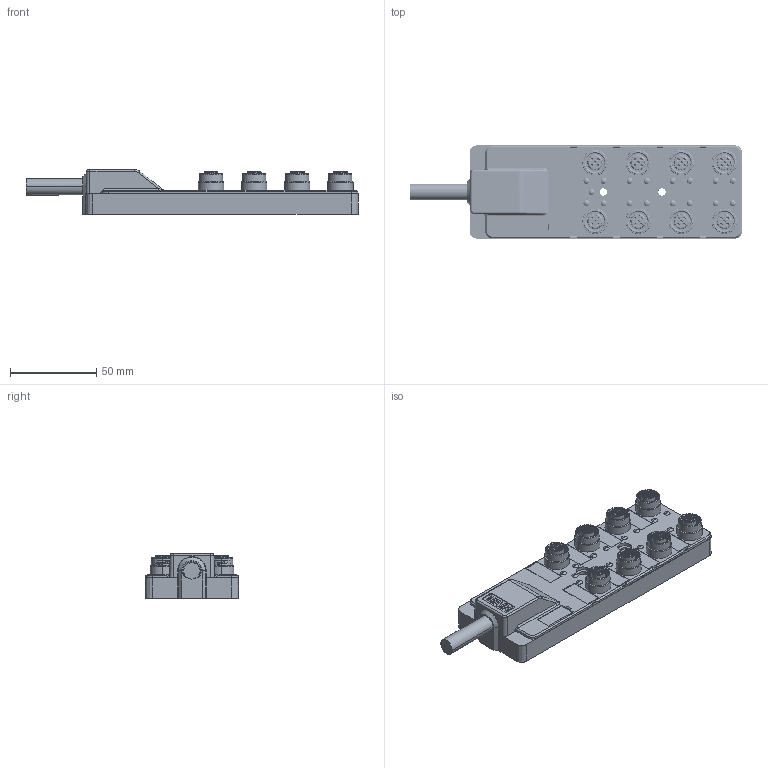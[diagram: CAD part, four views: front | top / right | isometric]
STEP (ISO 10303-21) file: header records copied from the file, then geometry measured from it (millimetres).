
FILE_DESCRIPTION(/* description */ (''),/* implementation_level */ '2;1');
FILE_NAME(/* name */ '3D_1713080050002_SJB-M12-8F05A-3.0-PUR,成品_V1.0.stp',/* time_stamp */ '2023-03-02T15:33:07+08:00',/* author */ (''),/* organization */ (''),/* preprocessor_version */ 'ST-DEVELOPER v18.1',/* originating_system */ 'SIEMENS PLM Software NX 1980',/* authorisation */ '');
FILE_SCHEMA (('AUTOMOTIVE_DESIGN { 1 0 10303 214 3 1 1 1 }'));
Products named in the file (1): 3D_1713080050002_SJB-M12-8F05A-3.0-PUR,成品_V
1.0
Bounding box: 192.65 x 54 x 26 mm (x, y, z)
Volume: 143323 mm3; surface area: 47360 mm2
Topology: 43 solids, 46 shells, 3287 faces, 8303 edges, 5066 vertices
Faces by surface type: plane 1255, cylinder 1074, cone 595, torus 187, sphere 118, bspline 54, extrusion 4
Full cylindrical faces by diameter (mm): 4.3 x2, 10.7 x8
Entity records: 112965 total; most frequent: CARTESIAN_POINT 37470, ORIENTED_EDGE 16214, DIRECTION 14751, EDGE_CURVE 8107, AXIS2_PLACEMENT_3D 5710, VERTEX_POINT 5062, EDGE_LOOP 3617, VECTOR 3331
